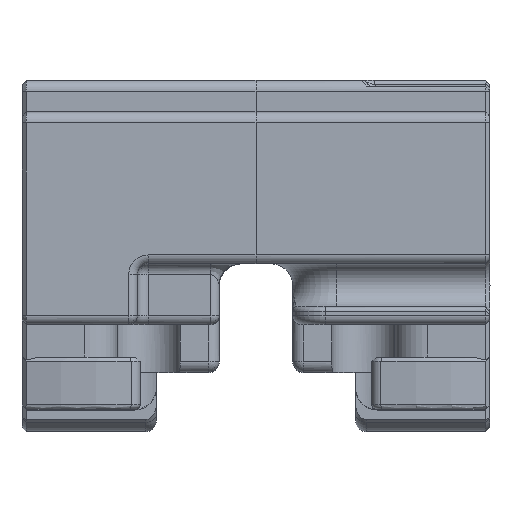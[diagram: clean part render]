
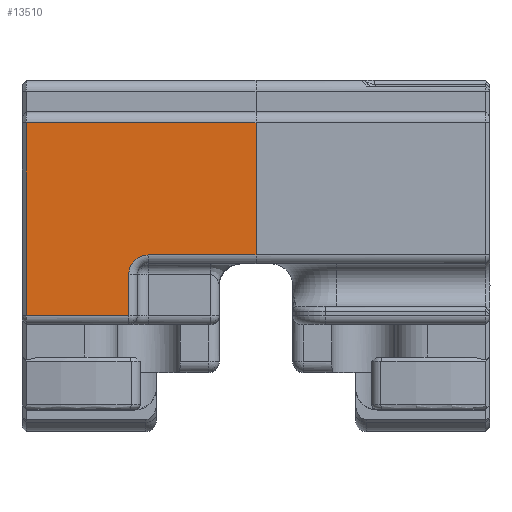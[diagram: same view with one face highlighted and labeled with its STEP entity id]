
A CAD part, top view. The second image highlights one B-rep face of the part: STEP entity #13510.
In plain terms, the highlighted planar face has unit normal (0, 0, 1).
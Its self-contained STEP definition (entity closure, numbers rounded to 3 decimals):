
#983=CIRCLE('',#14693,1.8);
#1731=FACE_OUTER_BOUND('',#2529,.T.);
#2529=EDGE_LOOP('',(#11127,#11128,#11129,#11130,#11131,#11132,#11133));
#3494=LINE('',#25055,#4716);
#3605=LINE('',#27075,#4827);
#3606=LINE('',#27077,#4828);
#3607=LINE('',#27079,#4829);
#3608=LINE('',#27081,#4830);
#3609=LINE('',#27084,#4831);
#4716=VECTOR('',#17282,1000.);
#4827=VECTOR('',#17703,1000.);
#4828=VECTOR('',#17704,1000.);
#4829=VECTOR('',#17705,1000.);
#4830=VECTOR('',#17706,1000.);
#4831=VECTOR('',#17709,1000.);
#5965=VERTEX_POINT('',#25052);
#5966=VERTEX_POINT('',#25054);
#6124=VERTEX_POINT('',#27074);
#6125=VERTEX_POINT('',#27076);
#6126=VERTEX_POINT('',#27078);
#6127=VERTEX_POINT('',#27080);
#6128=VERTEX_POINT('',#27082);
#7636=EDGE_CURVE('',#5965,#5966,#3494,.T.);
#7870=EDGE_CURVE('',#6124,#5965,#3605,.T.);
#7871=EDGE_CURVE('',#6125,#6124,#3606,.T.);
#7872=EDGE_CURVE('',#6126,#6125,#3607,.T.);
#7873=EDGE_CURVE('',#6127,#6126,#3608,.T.);
#7874=EDGE_CURVE('',#6128,#6127,#983,.T.);
#7875=EDGE_CURVE('',#5966,#6128,#3609,.T.);
#11127=ORIENTED_EDGE('',*,*,#7636,.F.);
#11128=ORIENTED_EDGE('',*,*,#7870,.F.);
#11129=ORIENTED_EDGE('',*,*,#7871,.F.);
#11130=ORIENTED_EDGE('',*,*,#7872,.F.);
#11131=ORIENTED_EDGE('',*,*,#7873,.F.);
#11132=ORIENTED_EDGE('',*,*,#7874,.F.);
#11133=ORIENTED_EDGE('',*,*,#7875,.F.);
#12862=PLANE('',#14692);
#13510=ADVANCED_FACE('',(#1731),#12862,.F.);
#14692=AXIS2_PLACEMENT_3D('',#27073,#17701,#17702);
#14693=AXIS2_PLACEMENT_3D('',#27083,#17707,#17708);
#17282=DIRECTION('',(0.,-1.,0.));
#17701=DIRECTION('center_axis',(0.,0.,
-1.));
#17702=DIRECTION('ref_axis',(0.,1.,0.));
#17703=DIRECTION('',(1.,0.,0.));
#17704=DIRECTION('',(0.,1.,0.));
#17705=DIRECTION('',(-1.,0.,0.));
#17706=DIRECTION('',(0.,-1.,0.));
#17707=DIRECTION('center_axis',(0.,0.,
1.));
#17708=DIRECTION('ref_axis',(-1.,0.,0.));
#17709=DIRECTION('',(-1.,0.,0.));
#25052=CARTESIAN_POINT('',(0.,26.4,27.747));
#25054=CARTESIAN_POINT('',(0.,14.2,27.747));
#25055=CARTESIAN_POINT('',(0.,8.3,27.747));
#27073=CARTESIAN_POINT('Origin',(-20.,8.3,27.747));
#27074=CARTESIAN_POINT('',(-21.2,26.4,27.747));
#27075=CARTESIAN_POINT('',(-20.,26.4,27.747));
#27076=CARTESIAN_POINT('',(-21.2,8.6,27.747));
#27077=CARTESIAN_POINT('',(-21.2,5.6,27.747));
#27078=CARTESIAN_POINT('',(-11.75,8.6,27.747));
#27079=CARTESIAN_POINT('',(-20.,8.6,27.747));
#27080=CARTESIAN_POINT('',(-11.75,12.4,27.747));
#27081=CARTESIAN_POINT('',(-11.75,8.3,27.747));
#27082=CARTESIAN_POINT('',(-9.95,14.2,27.747));
#27083=CARTESIAN_POINT('Origin',(-9.95,12.4,27.747));
#27084=CARTESIAN_POINT('',(-20.,14.2,27.747));
